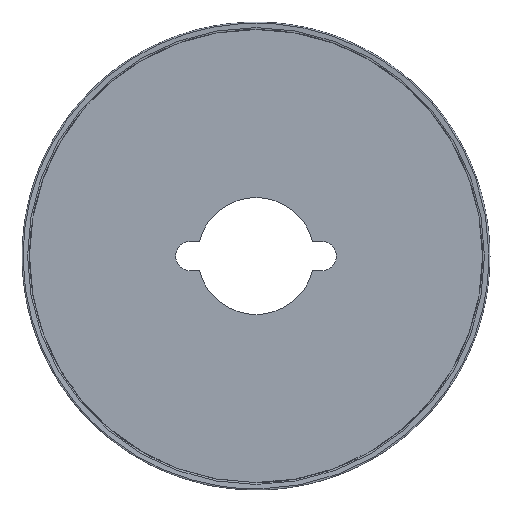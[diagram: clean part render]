
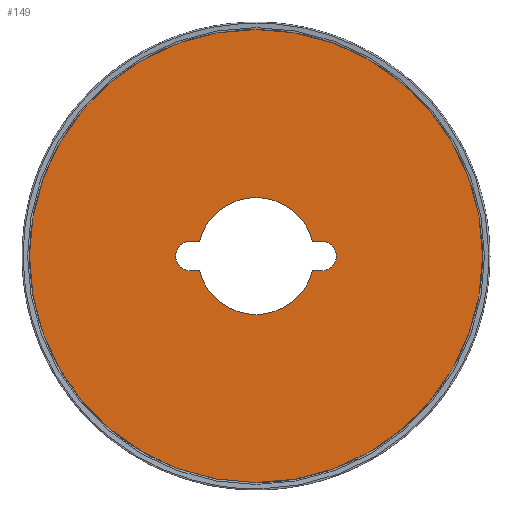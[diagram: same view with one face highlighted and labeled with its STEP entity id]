
A CAD part, top view. The second image highlights one B-rep face of the part: STEP entity #149.
In plain terms, the highlighted planar face has unit normal (0, 0, 1).
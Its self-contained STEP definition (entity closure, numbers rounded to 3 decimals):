
#100=PLANE('',#558);
#108=LINE('',#763,#128);
#109=LINE('',#767,#129);
#110=LINE('',#771,#130);
#111=LINE('',#775,#131);
#128=VECTOR('',#620,1.);
#129=VECTOR('',#623,1.);
#130=VECTOR('',#626,1.);
#131=VECTOR('',#629,1.);
#149=ADVANCED_FACE('',(#191,#192),#100,.T.);
#191=FACE_BOUND('',#241,.T.);
#192=FACE_BOUND('',#242,.T.);
#241=EDGE_LOOP('',(#301));
#242=EDGE_LOOP('',(#302,#303,#304,#305,#306,#307,#308,#309));
#301=ORIENTED_EDGE('',*,*,#445,.T.);
#302=ORIENTED_EDGE('',*,*,#447,.F.);
#303=ORIENTED_EDGE('',*,*,#448,.T.);
#304=ORIENTED_EDGE('',*,*,#449,.F.);
#305=ORIENTED_EDGE('',*,*,#450,.T.);
#306=ORIENTED_EDGE('',*,*,#451,.F.);
#307=ORIENTED_EDGE('',*,*,#452,.F.);
#308=ORIENTED_EDGE('',*,*,#453,.F.);
#309=ORIENTED_EDGE('',*,*,#454,.T.);
#403=VERTEX_POINT('',#756);
#405=VERTEX_POINT('',#761);
#406=VERTEX_POINT('',#762);
#407=VERTEX_POINT('',#764);
#408=VERTEX_POINT('',#766);
#409=VERTEX_POINT('',#768);
#410=VERTEX_POINT('',#770);
#411=VERTEX_POINT('',#772);
#412=VERTEX_POINT('',#774);
#445=EDGE_CURVE('',#403,#403,#497,.T.);
#447=EDGE_CURVE('',#405,#406,#499,.T.);
#448=EDGE_CURVE('',#405,#407,#108,.T.);
#449=EDGE_CURVE('',#408,#407,#500,.T.);
#450=EDGE_CURVE('',#408,#409,#109,.T.);
#451=EDGE_CURVE('',#410,#409,#501,.T.);
#452=EDGE_CURVE('',#411,#410,#110,.T.);
#453=EDGE_CURVE('',#412,#411,#502,.T.);
#454=EDGE_CURVE('',#412,#406,#111,.T.);
#497=CIRCLE('',#551,50.2);
#499=CIRCLE('',#554,3.175);
#500=CIRCLE('',#555,12.705);
#501=CIRCLE('',#556,3.175);
#502=CIRCLE('',#557,12.705);
#551=AXIS2_PLACEMENT_3D('',#755,#612,#613);
#554=AXIS2_PLACEMENT_3D('',#760,#618,#619);
#555=AXIS2_PLACEMENT_3D('',#765,#621,#622);
#556=AXIS2_PLACEMENT_3D('',#769,#624,#625);
#557=AXIS2_PLACEMENT_3D('',#773,#627,#628);
#558=AXIS2_PLACEMENT_3D('',#776,#630,#631);
#612=DIRECTION('',(0.,0.,1.));
#613=DIRECTION('',(-1.,0.,0.));
#618=DIRECTION('',(0.,0.,1.));
#619=DIRECTION('',(0.,1.,0.));
#620=DIRECTION('',(-1.,0.,0.));
#621=DIRECTION('',(0.,0.,1.));
#622=DIRECTION('',(0.,1.,0.));
#623=DIRECTION('',(-1.,0.,0.));
#624=DIRECTION('',(0.,0.,1.));
#625=DIRECTION('',(0.,1.,0.));
#626=DIRECTION('',(-1.,0.,0.));
#627=DIRECTION('',(0.,0.,1.));
#628=DIRECTION('',(0.,1.,0.));
#629=DIRECTION('',(1.,0.,0.));
#630=DIRECTION('',(0.,0.,1.));
#631=DIRECTION('',(0.,-1.,0.));
#755=CARTESIAN_POINT('',(0.,0.,0.));
#756=CARTESIAN_POINT('',(-50.2,0.,0.));
#760=CARTESIAN_POINT('',(14.27,0.,0.));
#761=CARTESIAN_POINT('',(14.27,-3.175,0.));
#762=CARTESIAN_POINT('',(14.27,3.175,0.));
#763=CARTESIAN_POINT('',(0.,-3.175,0.));
#764=CARTESIAN_POINT('',(12.302,-3.175,0.));
#765=CARTESIAN_POINT('',(0.,0.,0.));
#766=CARTESIAN_POINT('',(-12.302,-3.175,0.));
#767=CARTESIAN_POINT('',(0.,-3.175,0.));
#768=CARTESIAN_POINT('',(-14.27,-3.175,0.));
#769=CARTESIAN_POINT('',(-14.27,0.,0.));
#770=CARTESIAN_POINT('',(-14.27,3.175,0.));
#771=CARTESIAN_POINT('',(0.,3.175,0.));
#772=CARTESIAN_POINT('',(-12.302,3.175,0.));
#773=CARTESIAN_POINT('',(0.,0.,0.));
#774=CARTESIAN_POINT('',(12.302,3.175,0.));
#775=CARTESIAN_POINT('',(0.,3.175,0.));
#776=CARTESIAN_POINT('',(0.,0.,0.));
